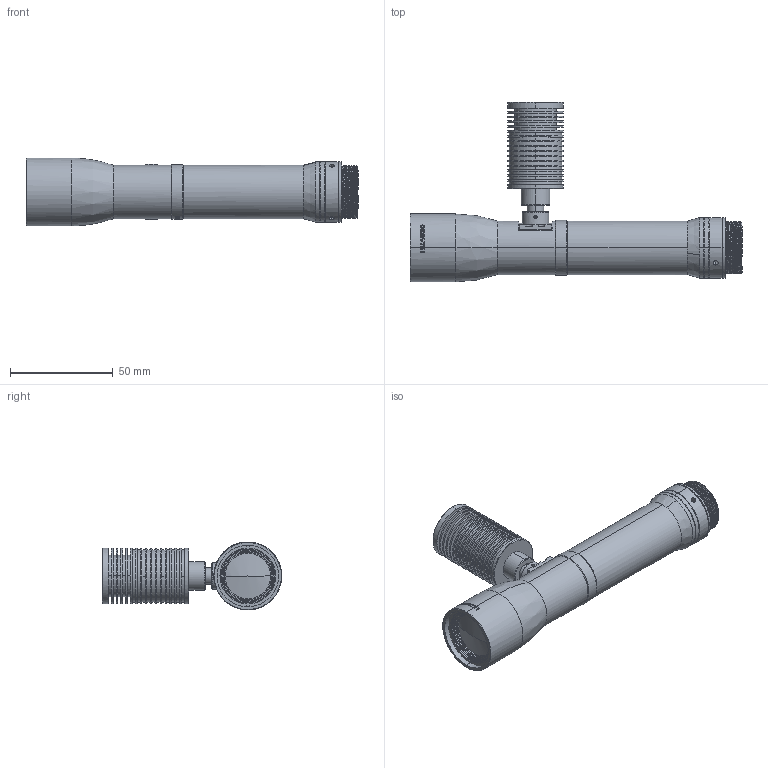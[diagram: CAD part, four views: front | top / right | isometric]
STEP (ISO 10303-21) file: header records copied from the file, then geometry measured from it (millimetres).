
FILE_DESCRIPTION (( 'STEP AP203' ), '1' );
FILE_NAME ('610034.STEP', '2021-08-06T09:06:34', ( '' ), ( '' ), 'SwSTEP 2.0', 'SolidWorks 2020', '' );
FILE_SCHEMA (( 'CONFIG_CONTROL_DESIGN' ));
Length unit declared in the file: millimetre
Products named in the file (1): 610034
Bounding box: 161.2 x 87.2 x 33 mm (x, y, z)
Surface area: 51070.9 mm2 (no closed solid volume)
Topology: 0 solids, 14 shells, 761 faces, 1969 edges, 1315 vertices
Faces by surface type: plane 267, cylinder 255, bspline 173, cone 58, sphere 8
Entity records: 44329 total; most frequent: CARTESIAN_POINT 28876, ORIENTED_EDGE 3938, EDGE_CURVE 1969, DIRECTION 1847, B_SPLINE_CURVE_WITH_KNOTS 1458, VERTEX_POINT 1315, EDGE_LOOP 864, FACE_OUTER_BOUND 761
